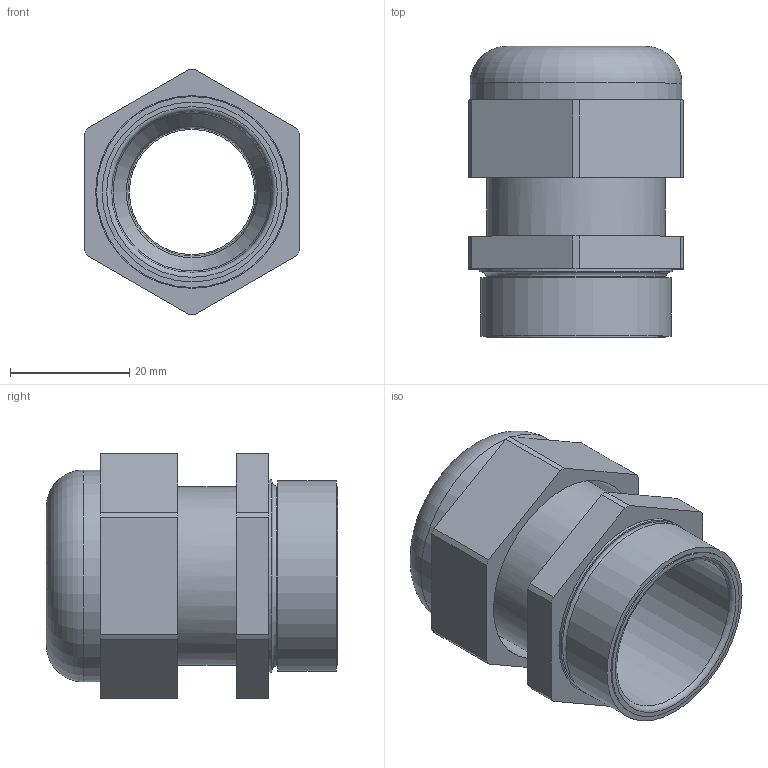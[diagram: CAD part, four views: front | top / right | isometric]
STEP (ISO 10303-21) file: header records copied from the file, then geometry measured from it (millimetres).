
FILE_DESCRIPTION (( 'STEP AP214' ), '1' );
FILE_NAME ('2022904.stp', '2023-10-24T07:11:12', ( '' ), ( '' ), 'SwSTEP 2.0', 'SolidWorks 2022', '' );
FILE_SCHEMA (( 'AUTOMOTIVE_DESIGN' ));
Length unit declared in the file: millimetre
Products named in the file (4): 0005938_grafische Darstellung; EV501_M32; 2022904; 0005937_grafische Darstellung
Assembly tree (3 placements, depth 2):
  2022904
    0005938_grafische Darstellung
    0005937_grafische Darstellung
    EV501_M32
Bounding box: 36 x 48.8 x 41 mm (x, y, z)
Volume: 18598.8 mm3; surface area: 17686.9 mm2
Topology: 3 solids, 3 shells, 256 faces, 688 edges, 444 vertices
Faces by surface type: plane 114, cylinder 61, torus 60, cone 21
Full cylindrical faces by diameter (mm): 21 x1, 21.2 x1, 21.5 x1, 25.7 x1, 27 x1, 27.5 x1, 29.85 x1, 30.16 x2, 32 x1, 32.275 x1, 32.75 x1, 35.5 x1
Entity records: 8650 total; most frequent: CARTESIAN_POINT 2256, ORIENTED_EDGE 1322, DIRECTION 1294, EDGE_CURVE 661, AXIS2_PLACEMENT_3D 515, VERTEX_POINT 439, EDGE_LOOP 290, FACE_OUTER_BOUND 275
